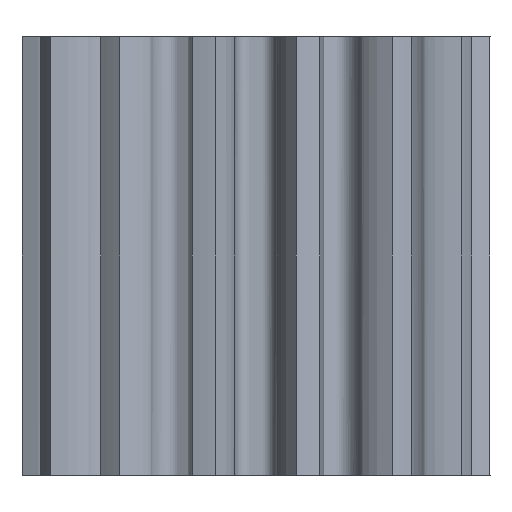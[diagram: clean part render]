
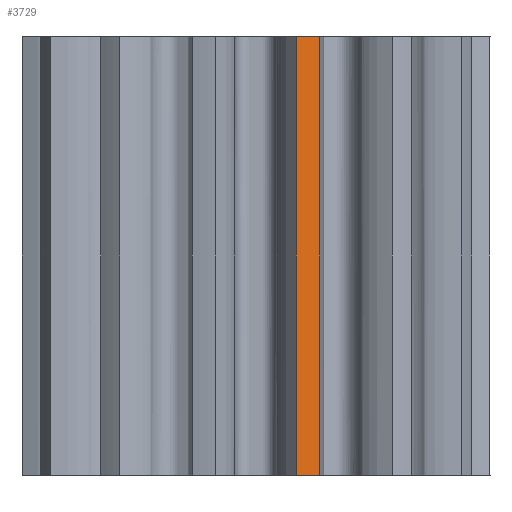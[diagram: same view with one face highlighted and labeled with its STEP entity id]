
A CAD part, left-side view. The second image highlights one B-rep face of the part: STEP entity #3729.
In plain terms, the highlighted cylindrical face has radius 10.16 mm (diameter 20.32 mm), a partial arc.
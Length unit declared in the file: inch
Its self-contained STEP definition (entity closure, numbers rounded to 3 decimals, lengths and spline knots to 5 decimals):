
#1111 = AXIS2_PLACEMENT_3D ( 'NONE', #15306, #8921, #14352 ) ;
#1315 = EDGE_CURVE ( 'NONE', #6032, #2264, #5301, .T. ) ;
#1930 = CARTESIAN_POINT ( 'NONE',  ( -0.39398, -0.06913, -0.375 ) ) ;
#2264 = VERTEX_POINT ( 'NONE', #3733 ) ;
#2328 = CIRCLE ( 'NONE', #14021, 0.4 ) ;
#3729 = ADVANCED_FACE ( 'NONE', ( #5956 ), #9966, .T. ) ;
#3733 = CARTESIAN_POINT ( 'NONE',  ( -0.39398, -0.06913, 0.375 ) ) ;
#5301 = LINE ( 'NONE', #10534, #6393 ) ;
#5598 = DIRECTION ( 'NONE',  ( 0., 0., -1. ) ) ;
#5767 = EDGE_CURVE ( 'NONE', #11882, #14697, #9528, .T. ) ;
#5956 = FACE_OUTER_BOUND ( 'NONE', #10913, .T. ) ;
#6032 = VERTEX_POINT ( 'NONE', #1930 ) ;
#6393 = VECTOR ( 'NONE', #14387, 39.37008 ) ;
#6874 = CARTESIAN_POINT ( 'NONE',  ( 0., 0., -0.375 ) ) ;
#7025 = EDGE_CURVE ( 'NONE', #2264, #11882, #11535, .T. ) ;
#7113 = CARTESIAN_POINT ( 'NONE',  ( -0.38496, -0.10866, 0.375 ) ) ;
#7991 = ORIENTED_EDGE ( 'NONE', *, *, #9710, .T. ) ;
#8469 = CARTESIAN_POINT ( 'NONE',  ( -0.38496, -0.10866, 0.375 ) ) ;
#8887 = ORIENTED_EDGE ( 'NONE', *, *, #5767, .F. ) ;
#8921 = DIRECTION ( 'NONE',  ( 0., 0., 1. ) ) ;
#9247 = DIRECTION ( 'NONE',  ( 1., 0., 0. ) ) ;
#9528 = LINE ( 'NONE', #8469, #16696 ) ;
#9584 = AXIS2_PLACEMENT_3D ( 'NONE', #11918, #14376, #15855 ) ;
#9710 = EDGE_CURVE ( 'NONE', #6032, #14697, #2328, .T. ) ;
#9966 = CYLINDRICAL_SURFACE ( 'NONE', #1111, 0.4 ) ;
#10111 = CARTESIAN_POINT ( 'NONE',  ( -0.38496, -0.10866, -0.375 ) ) ;
#10534 = CARTESIAN_POINT ( 'NONE',  ( -0.39398, -0.06913, 0.375 ) ) ;
#10913 = EDGE_LOOP ( 'NONE', ( #11599, #7991, #8887, #11515 ) ) ;
#11515 = ORIENTED_EDGE ( 'NONE', *, *, #7025, .F. ) ;
#11535 = CIRCLE ( 'NONE', #9584, 0.4 ) ;
#11599 = ORIENTED_EDGE ( 'NONE', *, *, #1315, .F. ) ;
#11882 = VERTEX_POINT ( 'NONE', #7113 ) ;
#11918 = CARTESIAN_POINT ( 'NONE',  ( 0., 0., 0.375 ) ) ;
#13429 = DIRECTION ( 'NONE',  ( 0., 0., 1. ) ) ;
#14021 = AXIS2_PLACEMENT_3D ( 'NONE', #6874, #13429, #9247 ) ;
#14352 = DIRECTION ( 'NONE',  ( 1., 0., 0. ) ) ;
#14376 = DIRECTION ( 'NONE',  ( 0., 0., 1. ) ) ;
#14387 = DIRECTION ( 'NONE',  ( 0., 0., 1. ) ) ;
#14697 = VERTEX_POINT ( 'NONE', #10111 ) ;
#15306 = CARTESIAN_POINT ( 'NONE',  ( 0., 0., 0. ) ) ;
#15855 = DIRECTION ( 'NONE',  ( 1., 0., 0. ) ) ;
#16696 = VECTOR ( 'NONE', #5598, 39.37008 ) ;
